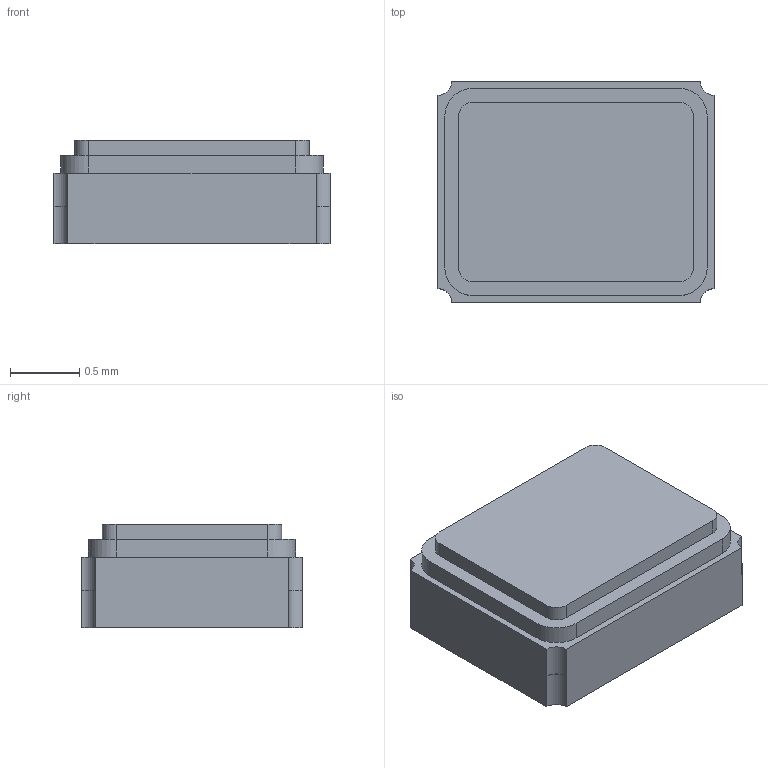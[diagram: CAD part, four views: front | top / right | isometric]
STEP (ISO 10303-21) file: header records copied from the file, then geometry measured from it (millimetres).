
FILE_DESCRIPTION (( 'STEP AP214' ), '1' );
FILE_NAME ('OSC-SMD_4P-L2.0-W1.6-BL_TXC_7Z.STEP', '2021-11-30T06:48:37', ( '微软用户' ), ( '微软中国' ), 'SwSTEP 2.0', 'SolidWorks 2017', '' );
FILE_SCHEMA (( 'AUTOMOTIVE_DESIGN' ));
Length unit declared in the file: millimetre
Products named in the file (1): OSC-SMD_4P-L2.0-W1.6-BL_TXC_7Z
Bounding box: 2 x 1.6 x 0.75 mm (x, y, z)
Volume: 2.2 mm3; surface area: 11.5 mm2
Topology: 1 solids, 1 shells, 121 faces, 327 edges, 217 vertices
Faces by surface type: plane 87, cylinder 20, bspline 14
Entity records: 5195 total; most frequent: CARTESIAN_POINT 1464, ORIENTED_EDGE 654, DIRECTION 555, EDGE_CURVE 327, LINE 259, VECTOR 259, VERTEX_POINT 217, AXIS2_PLACEMENT_3D 148
